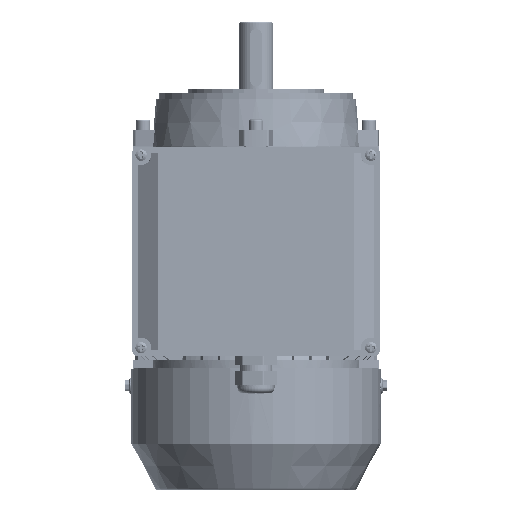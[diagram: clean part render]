
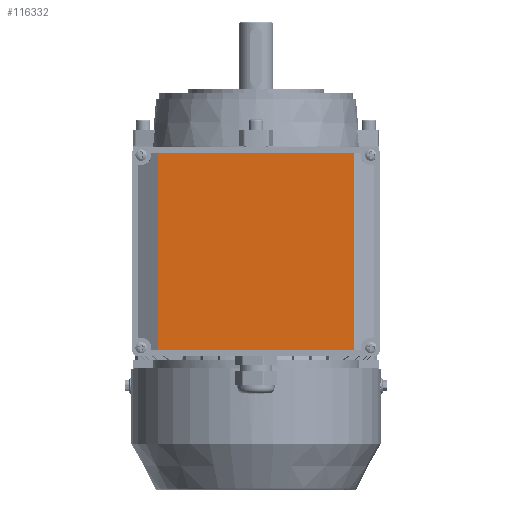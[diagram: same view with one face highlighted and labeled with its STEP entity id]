
A CAD part, top view. The second image highlights one B-rep face of the part: STEP entity #116332.
In plain terms, the highlighted planar face has unit normal (0, 0, 1).
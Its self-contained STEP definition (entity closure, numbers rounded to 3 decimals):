
#8708 = CARTESIAN_POINT ( 'NONE',  ( 11.45, 81.915, 134.45 ) ) ;
#12256 = LINE ( 'NONE', #31171, #73912 ) ;
#23045 = CARTESIAN_POINT ( 'NONE',  ( 149.45, 81.915, 134.45 ) ) ;
#30285 = EDGE_CURVE ( 'NONE', #156261, #46850, #41397, .T. ) ;
#31171 = CARTESIAN_POINT ( 'NONE',  ( -2.05, -56.085, 134.45 ) ) ;
#32944 = ORIENTED_EDGE ( 'NONE', *, *, #45086, .T. ) ;
#40727 = VERTEX_POINT ( 'NONE', #23045 ) ;
#41397 = LINE ( 'NONE', #8708, #61714 ) ;
#45086 = EDGE_CURVE ( 'NONE', #46850, #195124, #12256, .T. ) ;
#46850 = VERTEX_POINT ( 'NONE', #196444 ) ;
#47007 = CARTESIAN_POINT ( 'NONE',  ( -6.55, 86.415, 134.45 ) ) ;
#47579 = EDGE_CURVE ( 'NONE', #40727, #195124, #191770, .T. ) ;
#50281 = CARTESIAN_POINT ( 'NONE',  ( 11.45, 81.915, 134.45 ) ) ;
#59735 = DIRECTION ( 'NONE',  ( 1., 0., 0. ) ) ;
#61714 = VECTOR ( 'NONE', #75116, 1000. ) ;
#73912 = VECTOR ( 'NONE', #59735, 1000. ) ;
#75116 = DIRECTION ( 'NONE',  ( 0., -1., 0. ) ) ;
#78639 = PLANE ( 'NONE',  #85532 ) ;
#79665 = FACE_OUTER_BOUND ( 'NONE', #102528, .T. ) ;
#85532 = AXIS2_PLACEMENT_3D ( 'NONE', #47007, #96528, #207342 ) ;
#96528 = DIRECTION ( 'NONE',  ( 0., 0., -1. ) ) ;
#96796 = DIRECTION ( 'NONE',  ( 0., -1., 0. ) ) ;
#102528 = EDGE_LOOP ( 'NONE', ( #32944, #116884, #133693, #145249 ) ) ;
#103785 = CARTESIAN_POINT ( 'NONE',  ( -2.05, 81.915, 134.45 ) ) ;
#116332 = ADVANCED_FACE ( 'NONE', ( #79665 ), #78639, .F. ) ;
#116884 = ORIENTED_EDGE ( 'NONE', *, *, #47579, .F. ) ;
#133693 = ORIENTED_EDGE ( 'NONE', *, *, #180061, .T. ) ;
#145249 = ORIENTED_EDGE ( 'NONE', *, *, #30285, .T. ) ;
#155345 = CARTESIAN_POINT ( 'NONE',  ( 149.45, -56.085, 134.45 ) ) ;
#156261 = VERTEX_POINT ( 'NONE', #50281 ) ;
#180061 = EDGE_CURVE ( 'NONE', #40727, #156261, #183945, .T. ) ;
#183945 = LINE ( 'NONE', #103785, #204936 ) ;
#185173 = VECTOR ( 'NONE', #96796, 1000. ) ;
#188111 = DIRECTION ( 'NONE',  ( -1., 0., 0. ) ) ;
#191770 = LINE ( 'NONE', #208642, #185173 ) ;
#195124 = VERTEX_POINT ( 'NONE', #155345 ) ;
#196444 = CARTESIAN_POINT ( 'NONE',  ( 11.45, -56.085, 134.45 ) ) ;
#204936 = VECTOR ( 'NONE', #188111, 1000. ) ;
#207342 = DIRECTION ( 'NONE',  ( 0., -1., 0. ) ) ;
#208642 = CARTESIAN_POINT ( 'NONE',  ( 149.45, 81.915, 134.45 ) ) ;
